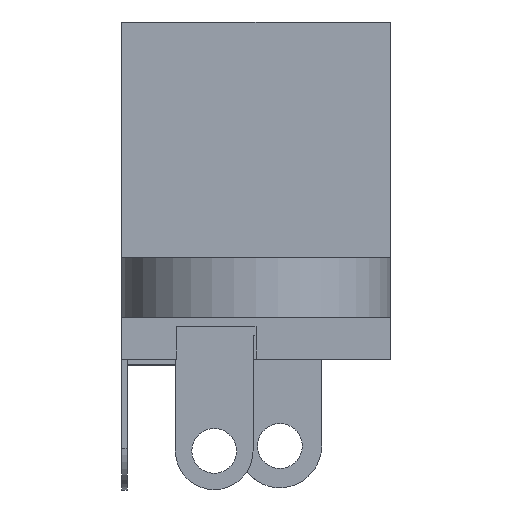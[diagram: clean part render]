
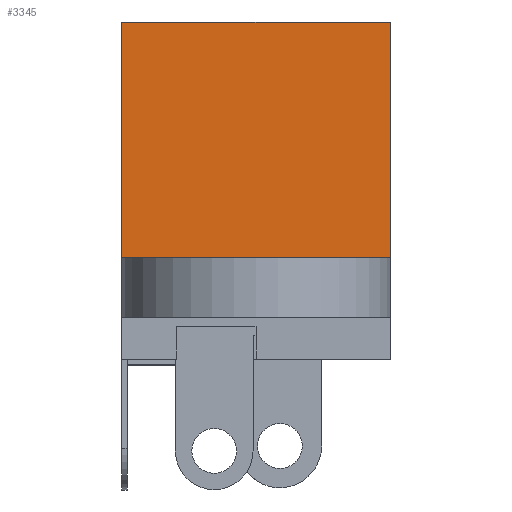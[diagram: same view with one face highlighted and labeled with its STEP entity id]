
A CAD part, top view. The second image highlights one B-rep face of the part: STEP entity #3345.
In plain terms, the highlighted planar face has unit normal (0, 0, 1).
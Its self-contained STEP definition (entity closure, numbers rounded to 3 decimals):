
#36 = LINE ( 'NONE', #441, #469 ) ;
#54 = CARTESIAN_POINT ( 'NONE',  ( -4.5, 9.9, 5.7 ) ) ;
#64 = VERTEX_POINT ( 'NONE', #1089 ) ;
#232 = ORIENTED_EDGE ( 'NONE', *, *, #2936, .T. ) ;
#278 = DIRECTION ( 'NONE',  ( 0., -1., 0. ) ) ;
#296 = VERTEX_POINT ( 'NONE', #54 ) ;
#402 = EDGE_LOOP ( 'NONE', ( #1248, #3522, #232, #1506, #2566, #804 ) ) ;
#441 = CARTESIAN_POINT ( 'NONE',  ( -4.5, 9.9, 5.7 ) ) ;
#469 = VECTOR ( 'NONE', #2974, 1000. ) ;
#583 = VERTEX_POINT ( 'NONE', #2269 ) ;
#804 = ORIENTED_EDGE ( 'NONE', *, *, #1752, .T. ) ;
#819 = CARTESIAN_POINT ( 'NONE',  ( -4.5, 9.9, 5.7 ) ) ;
#873 = CARTESIAN_POINT ( 'NONE',  ( -4.5, 2., 5.7 ) ) ;
#963 = DIRECTION ( 'NONE',  ( 1., 0., 0. ) ) ;
#1016 = CARTESIAN_POINT ( 'NONE',  ( 4.5, 9.9, 5.7 ) ) ;
#1028 = CARTESIAN_POINT ( 'NONE',  ( 4.5, 2., 5.7 ) ) ;
#1035 = EDGE_CURVE ( 'NONE', #1184, #1120, #3143, .T. ) ;
#1072 = VECTOR ( 'NONE', #1241, 1000. ) ;
#1089 = CARTESIAN_POINT ( 'NONE',  ( 4.5, 9.9, 5.7 ) ) ;
#1120 = VERTEX_POINT ( 'NONE', #2881 ) ;
#1184 = VERTEX_POINT ( 'NONE', #2949 ) ;
#1191 = EDGE_CURVE ( 'NONE', #296, #64, #36, .T. ) ;
#1241 = DIRECTION ( 'NONE',  ( 1., 0., 0. ) ) ;
#1244 = VECTOR ( 'NONE', #278, 1000. ) ;
#1248 = ORIENTED_EDGE ( 'NONE', *, *, #3232, .T. ) ;
#1278 = CARTESIAN_POINT ( 'NONE',  ( -4.5, 2., 5.7 ) ) ;
#1440 = CARTESIAN_POINT ( 'NONE',  ( -4.5, 9.9, 5.7 ) ) ;
#1506 = ORIENTED_EDGE ( 'NONE', *, *, #2171, .F. ) ;
#1651 = AXIS2_PLACEMENT_3D ( 'NONE', #1440, #3088, #2549 ) ;
#1752 = EDGE_CURVE ( 'NONE', #296, #583, #2901, .T. ) ;
#2171 = EDGE_CURVE ( 'NONE', #64, #2258, #2604, .T. ) ;
#2258 = VERTEX_POINT ( 'NONE', #1028 ) ;
#2269 = CARTESIAN_POINT ( 'NONE',  ( -4.5, 2., 5.7 ) ) ;
#2271 = PLANE ( 'NONE',  #1651 ) ;
#2549 = DIRECTION ( 'NONE',  ( -1., 0., 0. ) ) ;
#2566 = ORIENTED_EDGE ( 'NONE', *, *, #1191, .F. ) ;
#2604 = LINE ( 'NONE', #1016, #2898 ) ;
#2869 = FACE_OUTER_BOUND ( 'NONE', #402, .T. ) ;
#2875 = VECTOR ( 'NONE', #3120, 1000. ) ;
#2881 = CARTESIAN_POINT ( 'NONE',  ( 4.49, 2., 5.7 ) ) ;
#2898 = VECTOR ( 'NONE', #2985, 1000. ) ;
#2901 = LINE ( 'NONE', #819, #1244 ) ;
#2917 = LINE ( 'NONE', #1278, #1072 ) ;
#2936 = EDGE_CURVE ( 'NONE', #1120, #2258, #2917, .T. ) ;
#2949 = CARTESIAN_POINT ( 'NONE',  ( -4.49, 2., 5.7 ) ) ;
#2969 = VECTOR ( 'NONE', #963, 1000. ) ;
#2974 = DIRECTION ( 'NONE',  ( 1., 0., 0. ) ) ;
#2985 = DIRECTION ( 'NONE',  ( 0., -1., 0. ) ) ;
#3088 = DIRECTION ( 'NONE',  ( 0., 0., -1. ) ) ;
#3120 = DIRECTION ( 'NONE',  ( 1., 0., 0. ) ) ;
#3143 = LINE ( 'NONE', #3168, #2969 ) ;
#3168 = CARTESIAN_POINT ( 'NONE',  ( -4.5, 2., 5.7 ) ) ;
#3215 = LINE ( 'NONE', #873, #2875 ) ;
#3232 = EDGE_CURVE ( 'NONE', #583, #1184, #3215, .T. ) ;
#3345 = ADVANCED_FACE ( 'NONE', ( #2869 ), #2271, .F. ) ;
#3522 = ORIENTED_EDGE ( 'NONE', *, *, #1035, .T. ) ;
